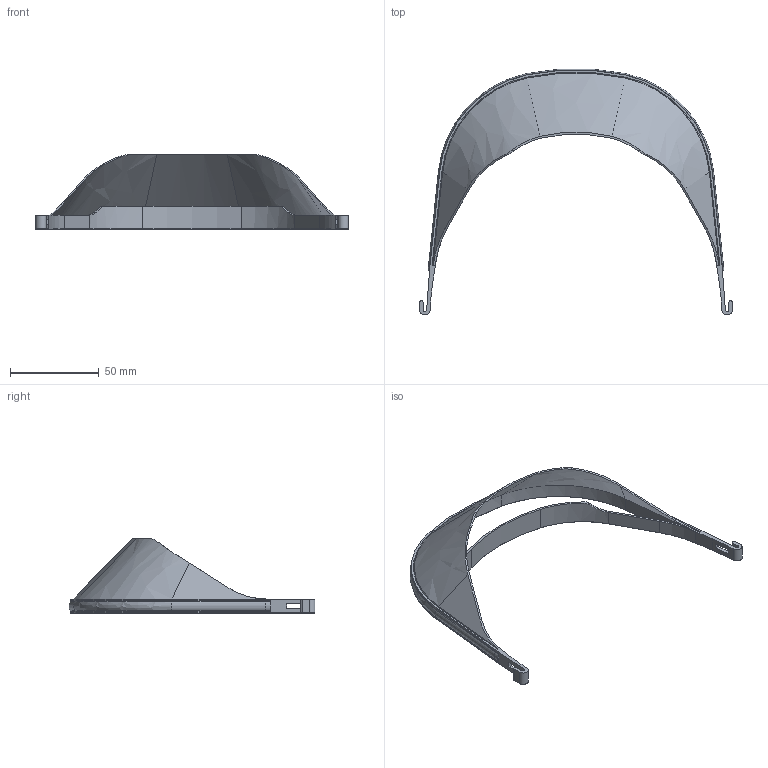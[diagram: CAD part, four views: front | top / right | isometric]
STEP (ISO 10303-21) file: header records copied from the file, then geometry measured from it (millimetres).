
FILE_DESCRIPTION(('FreeCAD Model'),'2;1');
FILE_NAME( 'CV19-Shield.step', '2020-04-01T17:57:01',('Author'),(''), 'Open CASCADE STEP processor 7.4','FreeCAD','Unknown');
FILE_SCHEMA(('AUTOMOTIVE_DESIGN { 1 0 10303 214 1 1 1 1 }'));
Length unit declared in the file: millimetre
Products named in the file (1): 3D-Print-FINAL
Bounding box: 176.78 x 138.9 x 42 mm (x, y, z)
Volume: 18754.8 mm3; surface area: 35732.5 mm2
Topology: 1 solids, 1 shells, 219 faces, 527 edges, 308 vertices
Faces by surface type: plane 74, cylinder 52, cone 30, revolution 27, extrusion 24, bspline 12
Entity records: 14609 total; most frequent: CARTESIAN_POINT 4362, DIRECTION 1816, ORIENTED_EDGE 1054, PCURVE 1054, DEFINITIONAL_REPRESENTATION 1054, VECTOR 924, LINE 900, EDGE_CURVE 527
